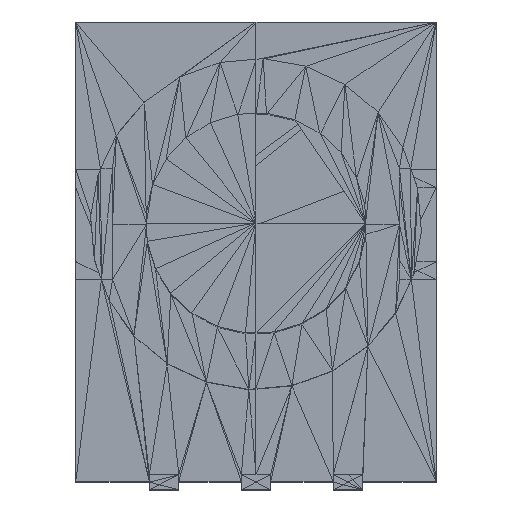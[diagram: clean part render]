
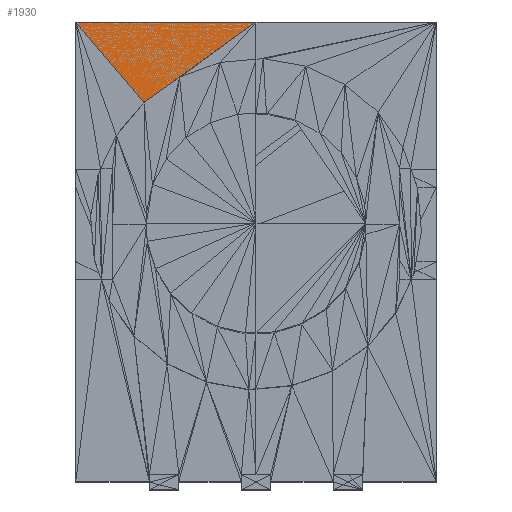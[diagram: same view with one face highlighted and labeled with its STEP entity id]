
A CAD part, top view. The second image highlights one B-rep face of the part: STEP entity #1930.
In plain terms, the highlighted face is planar.
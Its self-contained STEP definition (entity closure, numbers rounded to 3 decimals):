
#1930 = ADVANCED_FACE('',(#1931),#1957,.T.);
#1931 = FACE_BOUND('',#1932,.F.);
#1932 = EDGE_LOOP('',(#1933,#1943,#1951));
#1933 = ORIENTED_EDGE('',*,*,#1934,.T.);
#1934 = EDGE_CURVE('',#1935,#1937,#1939,.T.);
#1935 = VERTEX_POINT('',#1936);
#1936 = CARTESIAN_POINT('',(-119.729,406.176,
    338.583));
#1937 = VERTEX_POINT('',#1938);
#1938 = CARTESIAN_POINT('',(-192.913,492.126,
    338.583));
#1939 = LINE('',#1940,#1941);
#1940 = CARTESIAN_POINT('',(-119.729,406.176,
    338.583));
#1941 = VECTOR('',#1942,1.);
#1942 = DIRECTION('',(-0.648,0.761,0.));
#1943 = ORIENTED_EDGE('',*,*,#1944,.T.);
#1944 = EDGE_CURVE('',#1937,#1945,#1947,.T.);
#1945 = VERTEX_POINT('',#1946);
#1946 = CARTESIAN_POINT('',(0.,492.126,338.583));
#1947 = LINE('',#1948,#1949);
#1948 = CARTESIAN_POINT('',(-192.913,492.126,
    338.583));
#1949 = VECTOR('',#1950,1.);
#1950 = DIRECTION('',(1.,0.,0.));
#1951 = ORIENTED_EDGE('',*,*,#1952,.T.);
#1952 = EDGE_CURVE('',#1945,#1935,#1953,.T.);
#1953 = LINE('',#1954,#1955);
#1954 = CARTESIAN_POINT('',(0.,492.126,338.583));
#1955 = VECTOR('',#1956,1.);
#1956 = DIRECTION('',(-0.812,-0.583,0.));
#1957 = PLANE('',#1958);
#1958 = AXIS2_PLACEMENT_3D('',#1959,#1960,#1961);
#1959 = CARTESIAN_POINT('',(-119.729,406.176,
    338.583));
#1960 = DIRECTION('',(0.,0.,1.));
#1961 = DIRECTION('',(1.,0.,0.));
